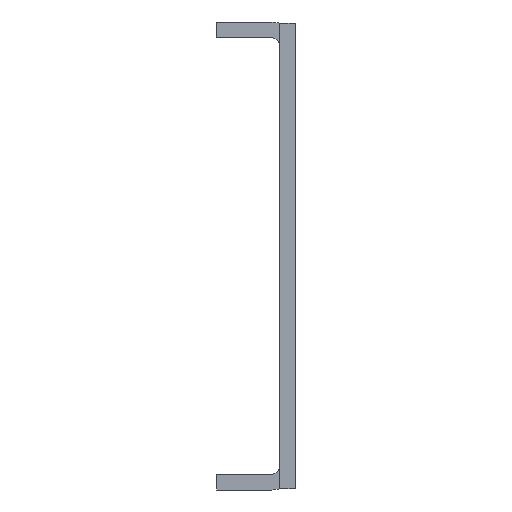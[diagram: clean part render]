
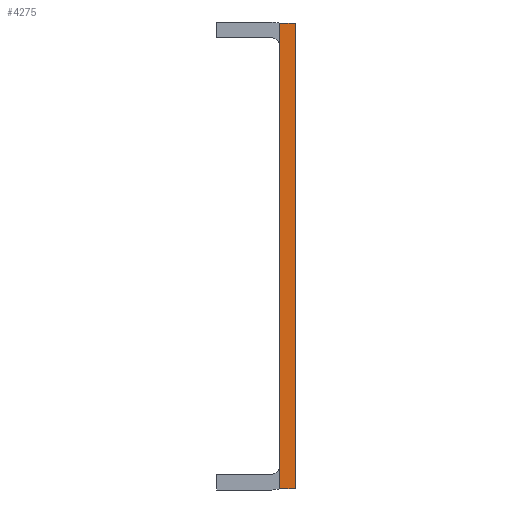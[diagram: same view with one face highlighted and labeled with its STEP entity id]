
A CAD part, front view. The second image highlights one B-rep face of the part: STEP entity #4275.
In plain terms, the highlighted planar face has unit normal (0, -1, 0).
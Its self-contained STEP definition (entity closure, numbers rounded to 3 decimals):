
#466=DIRECTION('',(0.,0.,-1.));
#467=VECTOR('',#466,59.157);
#468=CARTESIAN_POINT('',(1.5,-500.,1029.578));
#469=LINE('',#468,#467);
#1171=DIRECTION('',(0.,0.,-1.));
#1172=VECTOR('',#1171,59.157);
#1173=CARTESIAN_POINT('',(3.5,-500.,1029.578));
#1174=LINE('',#1173,#1172);
#2016=DIRECTION('',(-1.,0.,0.));
#2017=VECTOR('',#2016,2.);
#2018=CARTESIAN_POINT('',(3.5,-500.,970.422));
#2019=LINE('',#2018,#2017);
#2030=DIRECTION('',(-1.,0.,0.));
#2031=VECTOR('',#2030,2.);
#2032=CARTESIAN_POINT('',(3.5,-500.,1029.578));
#2033=LINE('',#2032,#2031);
#2693=CARTESIAN_POINT('',(3.5,-500.,1029.578));
#2694=CARTESIAN_POINT('',(3.5,-500.,970.422));
#2695=VERTEX_POINT('',#2693);
#2696=VERTEX_POINT('',#2694);
#2697=CARTESIAN_POINT('',(1.5,-500.,1029.578));
#2698=CARTESIAN_POINT('',(1.5,-500.,970.422));
#2699=VERTEX_POINT('',#2697);
#2700=VERTEX_POINT('',#2698);
#4263=CARTESIAN_POINT('',(3.5,-500.,1029.578));
#4264=DIRECTION('',(0.,-1.,0.));
#4265=DIRECTION('',(0.,0.,-1.));
#4266=AXIS2_PLACEMENT_3D('',#4263,#4264,#4265);
#4267=PLANE('',#4266);
#4268=ORIENTED_EDGE('',*,*,#3155,.T.);
#4269=ORIENTED_EDGE('',*,*,#4256,.T.);
#4270=ORIENTED_EDGE('',*,*,#2856,.F.);
#4272=ORIENTED_EDGE('',*,*,#4271,.F.);
#4273=EDGE_LOOP('',(#4268,#4269,#4270,#4272));
#4274=FACE_OUTER_BOUND('',#4273,.F.);
#2856=EDGE_CURVE('',#2699,#2700,#469,.T.);
#3155=EDGE_CURVE('',#2695,#2696,#1174,.T.);
#4256=EDGE_CURVE('',#2696,#2700,#2019,.T.);
#4271=EDGE_CURVE('',#2695,#2699,#2033,.T.);
#4275=ADVANCED_FACE('',(#4274),#4267,.T.);
